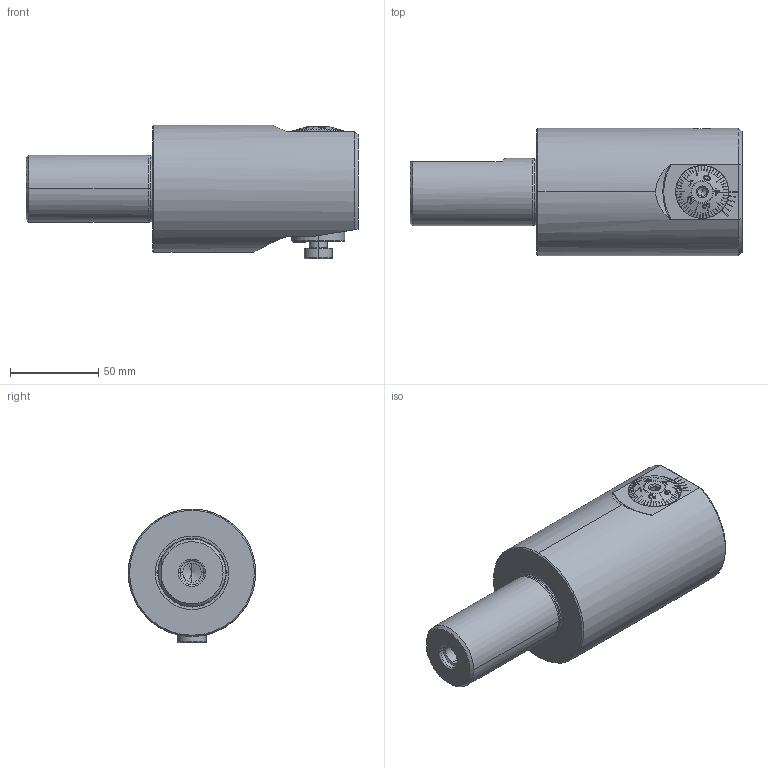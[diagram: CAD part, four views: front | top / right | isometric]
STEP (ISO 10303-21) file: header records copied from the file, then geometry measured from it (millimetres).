
FILE_DESCRIPTION (( 'STEP AP203' ), '1' );
FILE_NAME ('W38.F72.087.120.STEP', '2024-08-15T14:51:29', ( '' ), ( '' ), 'SwSTEP 2.0', 'SolidWorks 2022', '' );
FILE_SCHEMA (( 'CONFIG_CONTROL_DESIGN' ));
Length unit declared in the file: millimetre
Products named in the file (15): DIN 7984 - M10 x 16; WCB-ER2.001.009_A; Klebstoff D10; DIN 3771 - 25x1.5; ISO 4026 - M10 x 16; A55-BG2.013.005_C; W38-F72.AA3.120_A_Bohrungen gefüllt; A55-BG2.011.016_D; F55-BG1.012.012_A; W38.F72.087.120; F72-BG2.014.020_B_mit Gewinde; F72-BG1.AA4.030; A55-BG2.012.006_B; F72-BG1.DA3.030_A; A55-BG3.011.033_A_gekürzt
Assembly tree (14 placements, depth 3):
  W38.F72.087.120
    W38-F72.AA3.120_A_Bohrungen gefüllt
    F72-BG1.AA4.030
      F72-BG1.DA3.030_A
      F55-BG1.012.012_A
      A55-BG2.011.016_D
      A55-BG2.013.005_C
      DIN 3771 - 25x1.5
      A55-BG2.012.006_B
      F72-BG2.014.020_B_mit Gewinde
    A55-BG3.011.033_A_gekürzt
    Klebstoff D10
    WCB-ER2.001.009_A
    DIN 7984 - M10 x 16
    ISO 4026 - M10 x 16
Bounding box: 187.6 x 72 x 75.66 mm (x, y, z)
Volume: 515530.1 mm3; surface area: 72924.7 mm2
Topology: 13 solids, 13 shells, 703 faces, 1821 edges, 1145 vertices
Faces by surface type: plane 300, cone 173, cylinder 136, torus 57, bspline 35, sphere 2
Entity records: 26049 total; most frequent: CARTESIAN_POINT 8139, ORIENTED_EDGE 3610, DIRECTION 3148, EDGE_CURVE 1805, AXIS2_PLACEMENT_3D 1227, VERTEX_POINT 1145, EDGE_LOOP 746, FACE_OUTER_BOUND 703
